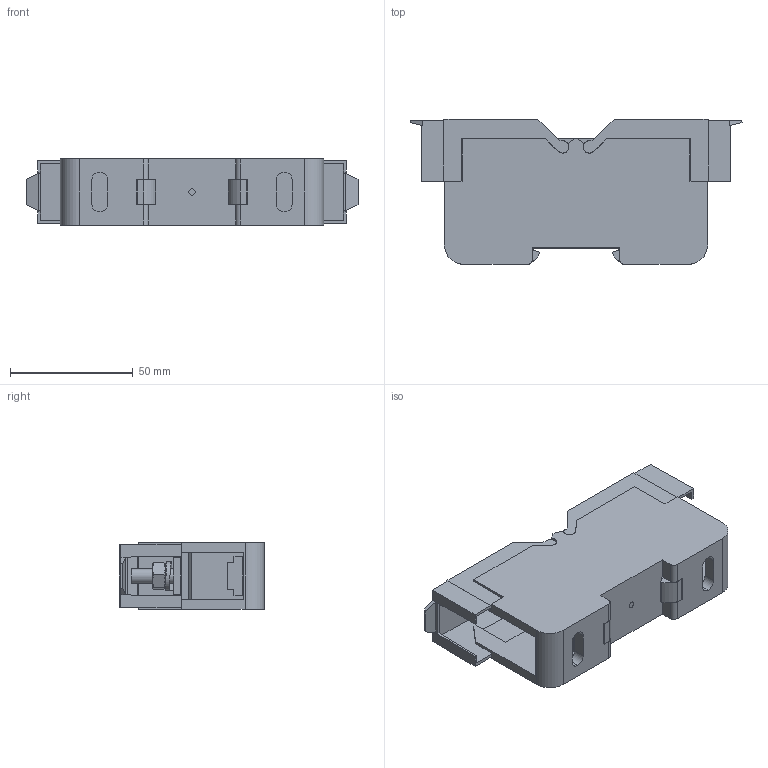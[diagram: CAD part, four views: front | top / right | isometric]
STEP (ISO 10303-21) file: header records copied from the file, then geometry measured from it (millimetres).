
FILE_DESCRIPTION (( 'STEP AP214' ), '1' );
FILE_NAME ('PAK 25-35 KK.STEP', '2023-11-21T09:25:22', ( '' ), ( '' ), 'SwSTEP 2.0', 'SolidWorks 2023', '' );
FILE_SCHEMA (( 'AUTOMOTIVE_DESIGN' ));
Length unit declared in the file: millimetre
Products named in the file (1): PAK 25-35 KK
Bounding box: 135 x 59.24 x 27 mm (x, y, z)
Volume: 88005.4 mm3; surface area: 40464.5 mm2
Topology: 3 solids, 5 shells, 437 faces, 1199 edges, 776 vertices
Faces by surface type: plane 310, cylinder 81, cone 28, bspline 10, torus 8
Entity records: 14368 total; most frequent: CARTESIAN_POINT 3283, ORIENTED_EDGE 2398, DIRECTION 2149, EDGE_CURVE 1199, VECTOR 929, LINE 929, VERTEX_POINT 776, AXIS2_PLACEMENT_3D 610
